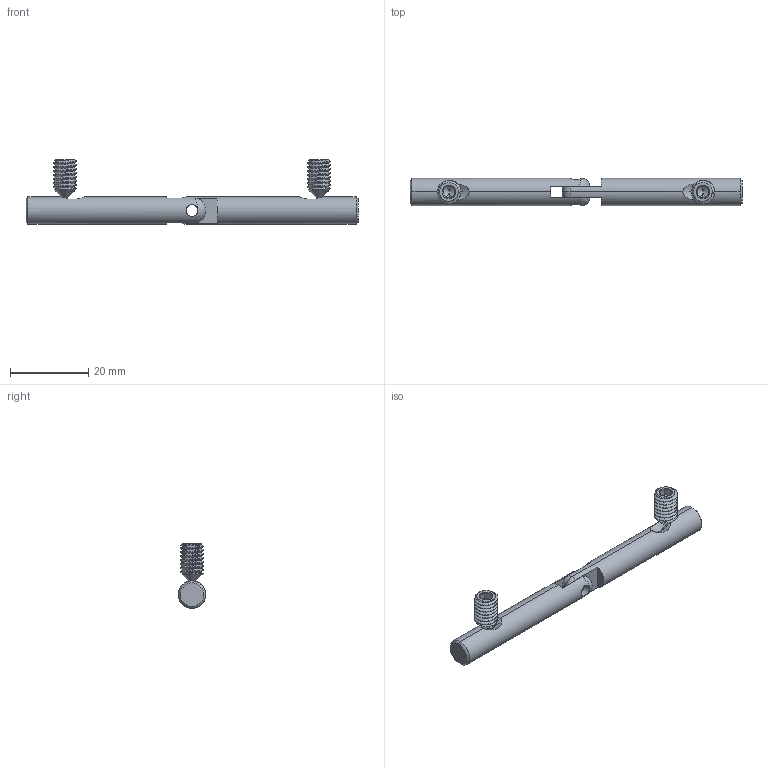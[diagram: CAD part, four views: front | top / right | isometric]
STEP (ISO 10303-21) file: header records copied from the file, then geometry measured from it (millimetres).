
FILE_DESCRIPTION(/* description */ (''),/* implementation_level */ '2;1');
FILE_NAME(/* name */ '41-220-0.stp',/* time_stamp */ '2021-03-01T11:07:43-05:00',/* author */ ('jmurphy'),/* organization */ (''),/* preprocessor_version */ 'ST-DEVELOPER v18.1',/* originating_system */ 'AutoCAD Mechanical',/* authorisation */ '');
FILE_SCHEMA (('AUTOMOTIVE_DESIGN { 1 0 10303 214 3 1 1 }','TECHNICAL_DATA_PACKAGING'));
Length unit declared in the file: millimetre
Products named in the file (2): Product; 91210A315_ALLOY STEEL CONE-POINT SET SCREW
Assembly tree (2 placements, depth 2):
  Product
    91210A315_ALLOY STEEL CONE-POINT SET SCREW  x2
Bounding box: 85 x 7 x 16.5 mm (x, y, z)
Volume: 3399.2 mm3; surface area: 2772.8 mm2
Topology: 4 solids, 4 shells, 142 faces, 360 edges, 218 vertices
Faces by surface type: cylinder 58, plane 38, cone 36, bspline 10
Full cylindrical faces by diameter (mm): 4.701 x16
Entity records: 4358 total; most frequent: CARTESIAN_POINT 2407, ORIENTED_EDGE 436, DIRECTION 369, EDGE_CURVE 218, AXIS2_PLACEMENT_3D 144, VERTEX_POINT 135, EDGE_LOOP 93, FACE_OUTER_BOUND 88
